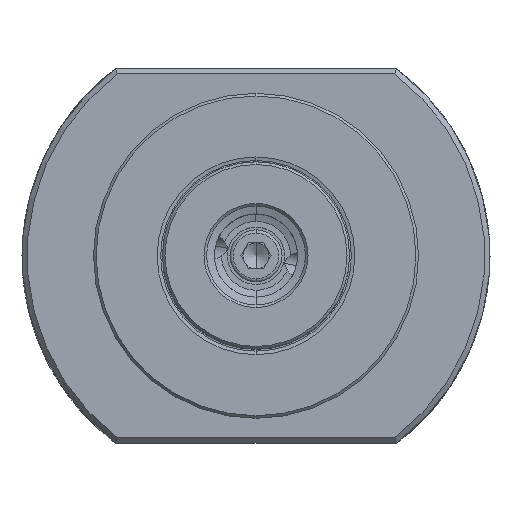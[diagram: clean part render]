
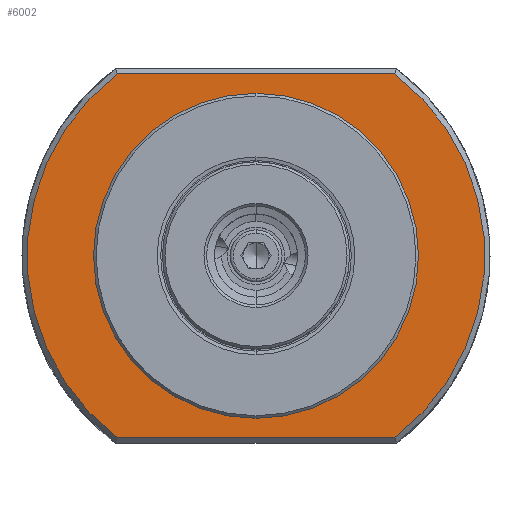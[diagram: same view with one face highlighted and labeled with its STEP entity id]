
A CAD part, top view. The second image highlights one B-rep face of the part: STEP entity #6002.
In plain terms, the highlighted planar face has unit normal (0, 0, 1).
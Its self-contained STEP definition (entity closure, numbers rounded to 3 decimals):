
#5328=VERTEX_POINT('NONE',#13571);
#5972=VERTEX_POINT('NONE',#14288);
#6002=ADVANCED_FACE('NONE',(#14319,#14320),#14321,.F.);
#7548=VERTEX_POINT('NONE',#16055);
#8326=VERTEX_POINT('NONE',#16917);
#8526=EDGE_CURVE('NONE',#5328,#11790,#17140,.F.);
#8716=VERTEX_POINT('NONE',#17354);
#9408=EDGE_CURVE('NONE',#5972,#8326,#18117,.F.);
#10346=EDGE_CURVE('NONE',#7548,#8716,#19160,.T.);
#10610=EDGE_CURVE('NONE',#11790,#5328,#19451,.F.);
#11150=EDGE_CURVE('NONE',#5972,#8716,#20053,.T.);
#11790=VERTEX_POINT('NONE',#20749);
#11832=EDGE_CURVE('NONE',#7548,#8326,#20795,.T.);
#13571=CARTESIAN_POINT('',(0.,-31.25,-0.5));
#14288=CARTESIAN_POINT('',(26.665,35.0,-0.5));
#14319=FACE_OUTER_BOUND('',#28310,.T.);
#14320=FACE_BOUND('',#28311,.T.);
#14321=PLANE('',#28312);
#16055=CARTESIAN_POINT('',(-26.665,-35.0,-0.5));
#16917=CARTESIAN_POINT('',(-26.665,35.0,-0.5));
#17140=CIRCLE('',#36530,31.25);
#17354=CARTESIAN_POINT('',(26.665,-35.0,-0.5));
#18117=LINE('',#38963,#38964);
#19160=LINE('',#42717,#42718);
#19451=CIRCLE('',#43344,31.25);
#20053=CIRCLE('',#45018,44.0);
#20749=CARTESIAN_POINT('',(0.,31.25,-0.5));
#20795=CIRCLE('',#46884,44.0);
#28310=EDGE_LOOP('',(#50236,#50237,#50238,#50239));
#28311=EDGE_LOOP('',(#50240,#50241));
#28312=AXIS2_PLACEMENT_3D('',#50242,#50243,#50244);
#36530=AXIS2_PLACEMENT_3D('',#53433,#53434,#53435);
#38963=CARTESIAN_POINT('',(0.0,35.0,-0.5));
#38964=VECTOR('',#54468,1.0);
#42717=CARTESIAN_POINT('',(0.0,-35.0,-0.5));
#42718=VECTOR('',#55543,1.0);
#43344=AXIS2_PLACEMENT_3D('',#55843,#55844,#55845);
#45018=AXIS2_PLACEMENT_3D('',#56551,#56552,#56553);
#46884=AXIS2_PLACEMENT_3D('',#57273,#57274,#57275);
#50236=ORIENTED_EDGE('',*,*,#11832,.F.);
#50237=ORIENTED_EDGE('',*,*,#10346,.T.);
#50238=ORIENTED_EDGE('',*,*,#11150,.F.);
#50239=ORIENTED_EDGE('',*,*,#9408,.T.);
#50240=ORIENTED_EDGE('',*,*,#8526,.T.);
#50241=ORIENTED_EDGE('',*,*,#10610,.T.);
#50242=CARTESIAN_POINT('',(0.0,0.,-0.5));
#50243=DIRECTION('',(0.0,0.,-1.0));
#50244=DIRECTION('',(1.0,0.0,0.0));
#53433=CARTESIAN_POINT('',(0.,0.,-0.5));
#53434=DIRECTION('',(0.,0.,1.0));
#53435=DIRECTION('',(0.,-1.0,0.));
#54468=DIRECTION('',(1.0,0.0,0.0));
#55543=DIRECTION('',(1.0,0.0,0.0));
#55843=CARTESIAN_POINT('',(0.,0.,-0.5));
#55844=DIRECTION('',(0.,0.,1.0));
#55845=DIRECTION('',(0.,-1.0,0.));
#56551=CARTESIAN_POINT('',(0.0,0.,-0.5));
#56552=DIRECTION('',(0.0,0.,-1.0));
#56553=DIRECTION('',(0.0,1.0,0.));
#57273=CARTESIAN_POINT('',(0.0,0.,-0.5));
#57274=DIRECTION('',(0.0,0.,-1.0));
#57275=DIRECTION('',(0.0,1.0,0.));
